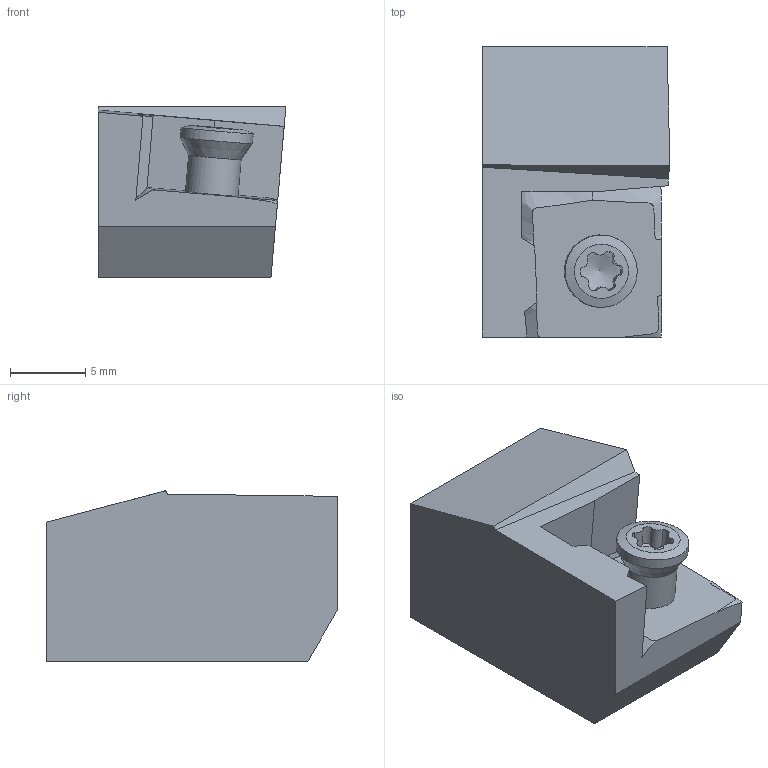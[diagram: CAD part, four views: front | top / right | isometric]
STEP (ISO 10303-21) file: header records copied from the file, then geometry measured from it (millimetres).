
FILE_DESCRIPTION(/* description */ (''),/* implementation_level */ '2;1');
FILE_NAME(/* name */ 'L335.18-1215-XN05_Detailed.stp',/* time_stamp */ '2024-11-29T14:42:13+05:00',/* author */ (''),/* organization */ (''),/* preprocessor_version */ 'ST-DEVELOPER v18.102',/* originating_system */ 'SIEMENS PLM Software NX2206.8101',/* authorisation */ '');
FILE_SCHEMA (('AUTOMOTIVE_DESIGN { 1 0 10303 214 3 1 1 1 }'));
Length unit declared in the file: millimetre
Products named in the file (1): L335.18-1215-XN05_stp_stp_objects
Bounding box: 12.45 x 19.25 x 11.32 mm (x, y, z)
Volume: 1956.4 mm3; surface area: 1168.9 mm2
Topology: 1 solids, 1 shells, 39 faces, 115 edges, 82 vertices
Faces by surface type: plane 17, cylinder 14, bspline 4, sphere 2, cone 2
Full cylindrical faces by diameter (mm): 3.5 x1, 4.8 x1
Entity records: 3104 total; most frequent: CARTESIAN_POINT 2093, ORIENTED_EDGE 212, DIRECTION 167, EDGE_CURVE 106, VERTEX_POINT 76, AXIS2_PLACEMENT_3D 60, LINE 47, VECTOR 47
